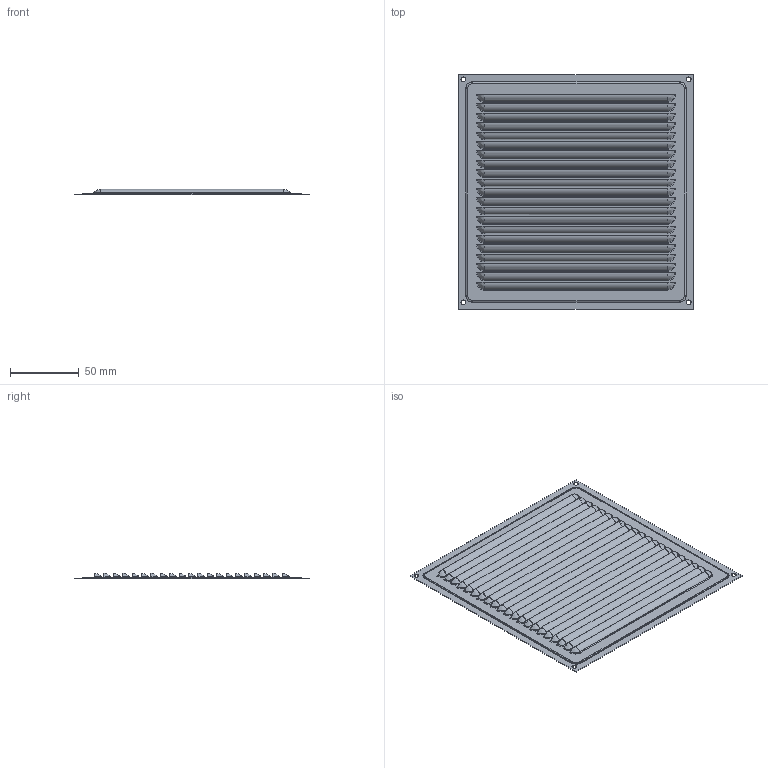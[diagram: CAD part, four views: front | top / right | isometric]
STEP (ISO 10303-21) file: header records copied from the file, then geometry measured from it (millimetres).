
FILE_DESCRIPTION(('FreeCAD Model'),'2;1');
FILE_NAME('Open CASCADE Shape Model','2025-04-17T03:30:02',('FreeCAD'),( 'FreeCAD'),'Open CASCADE STEP processor 7.6','FreeCAD','Unknown');
FILE_SCHEMA(('AUTOMOTIVE_DESIGN { 1 0 10303 214 1 1 1 1 }'));
Length unit declared in the file: millimetre
Products named in the file (1): Open CASCADE STEP translator 7.6 1
Bounding box: 170.24 x 170.24 x 3.83 mm (x, y, z)
Volume: 13648.3 mm3; surface area: 67012 mm2
Topology: 1 solids, 1 shells, 338 faces, 944 edges, 526 vertices
Faces by surface type: bspline 338
Entity records: 9942 total; most frequent: CARTESIAN_POINT 5401, ORIENTED_EDGE 1720, EDGE_CURVE 860, VERTEX_POINT 526, FACE_BOUND 390, EDGE_LOOP 390, ADVANCED_FACE 338, B_SPLINE_CURVE_WITH_KNOTS 250
